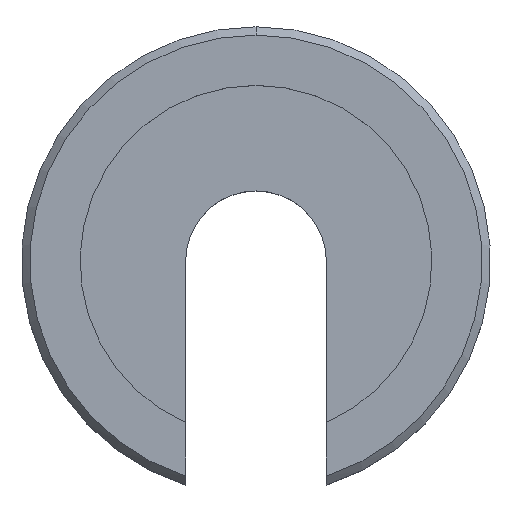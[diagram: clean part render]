
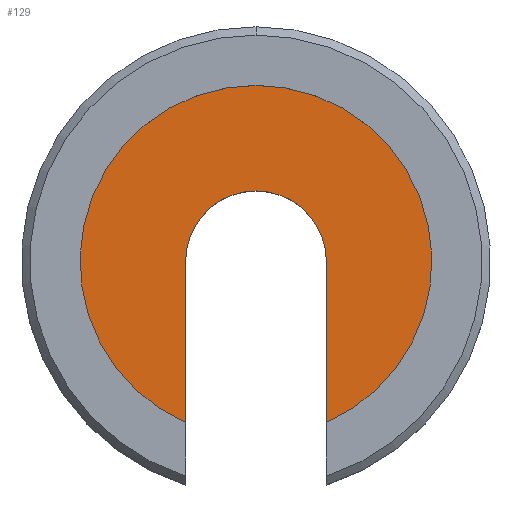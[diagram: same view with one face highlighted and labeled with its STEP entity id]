
A CAD part, top view. The second image highlights one B-rep face of the part: STEP entity #129.
In plain terms, the highlighted planar face has unit normal (0, 0, 1).
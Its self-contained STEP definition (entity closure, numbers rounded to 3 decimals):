
#95=EDGE_CURVE('',#131,#119,#253,.T.);
#111=EDGE_CURVE('',#179,#119,#270,.T.);
#119=VERTEX_POINT('',#279);
#129=ADVANCED_FACE('',(#290),#291,.T.);
#131=VERTEX_POINT('',#293);
#167=VERTEX_POINT('',#333);
#169=EDGE_CURVE('',#167,#179,#335,.T.);
#179=VERTEX_POINT('',#347);
#185=VERTEX_POINT('',#354);
#219=EDGE_CURVE('',#185,#131,#390,.T.);
#235=EDGE_CURVE('',#185,#167,#407,.T.);
#253=CIRCLE('',#416,10.5);
#270=LINE('',#450,#451);
#279=CARTESIAN_POINT('',(4.2,-9.623,6.0));
#290=FACE_OUTER_BOUND('',#475,.T.);
#291=PLANE('',#476);
#293=CARTESIAN_POINT('',(0.,10.5,6.0));
#333=CARTESIAN_POINT('',(-4.2,0.,6.0));
#335=CIRCLE('',#531,4.2);
#347=CARTESIAN_POINT('',(4.2,0.,6.0));
#354=CARTESIAN_POINT('',(-4.2,-9.623,6.0));
#390=CIRCLE('',#630,10.5);
#407=LINE('',#653,#654);
#416=AXIS2_PLACEMENT_3D('',#656,#657,#658);
#450=CARTESIAN_POINT('',(4.2,2.625,6.0));
#451=VECTOR('',#675,1.0);
#475=EDGE_LOOP('',(#702,#703,#704,#705,#706));
#476=AXIS2_PLACEMENT_3D('',#707,#708,#709);
#531=AXIS2_PLACEMENT_3D('',#756,#757,#758);
#630=AXIS2_PLACEMENT_3D('',#821,#822,#823);
#653=CARTESIAN_POINT('',(-4.2,-4.375,6.0));
#654=VECTOR('',#838,1.0);
#656=CARTESIAN_POINT('',(0.,0.0,6.0));
#657=DIRECTION('',(0.0,0.0,-1.0));
#658=DIRECTION('',(0.,1.0,0.0));
#675=DIRECTION('',(0.,-1.0,0.0));
#702=ORIENTED_EDGE('',*,*,#111,.T.);
#703=ORIENTED_EDGE('',*,*,#95,.F.);
#704=ORIENTED_EDGE('',*,*,#219,.F.);
#705=ORIENTED_EDGE('',*,*,#235,.T.);
#706=ORIENTED_EDGE('',*,*,#169,.T.);
#707=CARTESIAN_POINT('',(0.,5.25,6.0));
#708=DIRECTION('',(0.0,-0.0,1.0));
#709=DIRECTION('',(0.,1.0,0.0));
#756=CARTESIAN_POINT('',(0.,0.,6.0));
#757=DIRECTION('',(0.0,0.0,-1.0));
#758=DIRECTION('',(-1.0,0.,0.0));
#821=CARTESIAN_POINT('',(0.,0.0,6.0));
#822=DIRECTION('',(0.0,0.0,-1.0));
#823=DIRECTION('',(0.,1.0,0.0));
#838=DIRECTION('',(0.,1.0,0.0));
